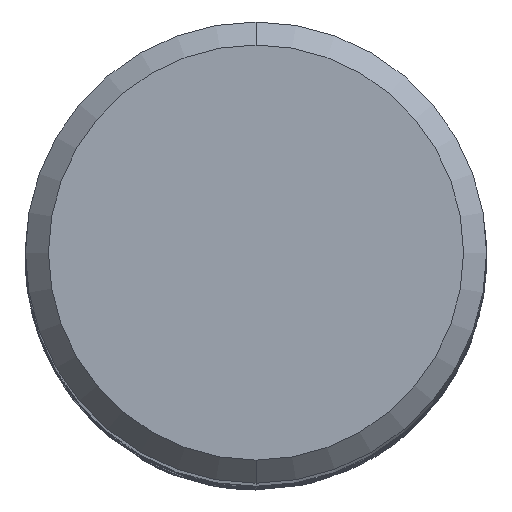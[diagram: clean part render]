
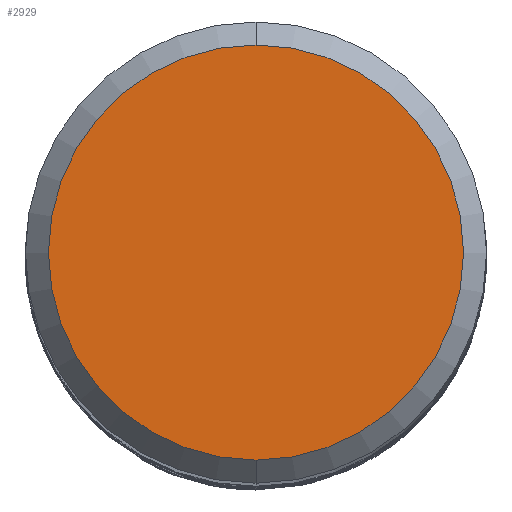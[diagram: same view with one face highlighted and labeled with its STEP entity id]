
A CAD part, top view. The second image highlights one B-rep face of the part: STEP entity #2929.
In plain terms, the highlighted planar face has unit normal (0, 0, 1).
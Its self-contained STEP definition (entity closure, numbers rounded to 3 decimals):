
#1157=VERTEX_POINT('',#3400);
#1551=EDGE_CURVE('',#1157,#1961,#3825,.T.);
#1961=VERTEX_POINT('',#4284);
#2135=EDGE_CURVE('',#1961,#1157,#4470,.T.);
#2929=ADVANCED_FACE('',(#5334),#5335,.T.);
#3400=CARTESIAN_POINT('',(0.0,9.0,0.0));
#3825=CIRCLE('',#11172,9.0);
#4284=CARTESIAN_POINT('',(0.,-9.0,0.0));
#4470=CIRCLE('',#26081,9.0);
#5334=FACE_OUTER_BOUND('',#37707,.T.);
#5335=PLANE('',#37708);
#11172=AXIS2_PLACEMENT_3D('',#43986,#43987,#43988);
#26081=AXIS2_PLACEMENT_3D('',#44722,#44723,#44724);
#37707=EDGE_LOOP('',(#45648,#45649));
#37708=AXIS2_PLACEMENT_3D('',#45650,#45651,#45652);
#43986=CARTESIAN_POINT('',(0.0,0.0,0.0));
#43987=DIRECTION('',(0.0,0.0,-1.0));
#43988=DIRECTION('',(0.0,1.0,0.0));
#44722=CARTESIAN_POINT('',(0.0,0.0,0.0));
#44723=DIRECTION('',(0.0,0.0,-1.0));
#44724=DIRECTION('',(0.0,1.0,0.0));
#45648=ORIENTED_EDGE('',*,*,#1551,.F.);
#45649=ORIENTED_EDGE('',*,*,#2135,.F.);
#45650=CARTESIAN_POINT('',(0.0,4.5,0.0));
#45651=DIRECTION('',(-0.0,0.0,1.0));
#45652=DIRECTION('',(0.0,-1.0,0.0));
